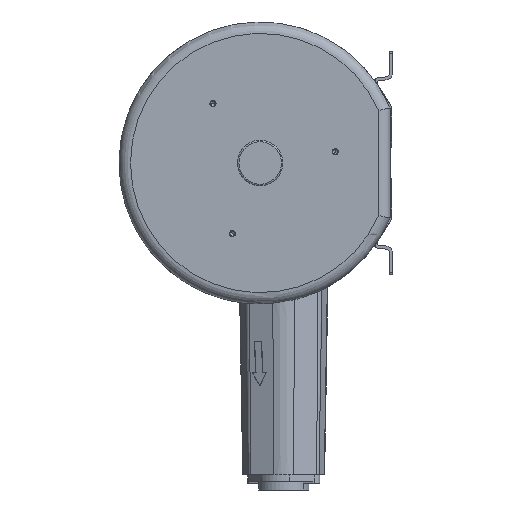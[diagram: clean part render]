
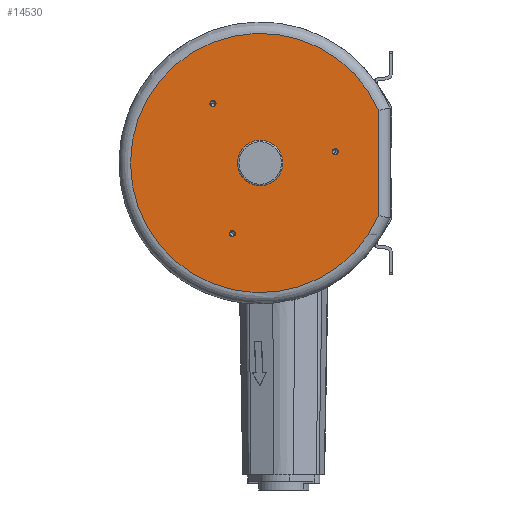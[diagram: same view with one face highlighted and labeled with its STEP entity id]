
A CAD part, left-side view. The second image highlights one B-rep face of the part: STEP entity #14530.
In plain terms, the highlighted planar face has unit normal (-1, 0, 0).
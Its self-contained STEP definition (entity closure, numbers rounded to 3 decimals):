
#486=CARTESIAN_POINT('',(-180.,-156.288,69.39));
#488=CARTESIAN_POINT('',(-180.,0.,0.));
#489=DIRECTION('',(-1.,0.,0.));
#490=DIRECTION('',(0.,-0.914,0.406));
#491=AXIS2_PLACEMENT_3D('',#488,#489,#490);
#540=CARTESIAN_POINT('',(-180.,0.,0.));
#541=DIRECTION('',(-1.,0.,0.));
#542=DIRECTION('',(0.,0.,1.));
#543=AXIS2_PLACEMENT_3D('',#540,#541,#542);
#545=CARTESIAN_POINT('',(-180.,0.,0.));
#546=DIRECTION('',(-1.,0.,0.));
#547=DIRECTION('',(0.,0.,-1.));
#548=AXIS2_PLACEMENT_3D('',#545,#546,#547);
#550=DIRECTION('',(0.,0.,1.));
#551=VECTOR('',#550,138.779);
#552=CARTESIAN_POINT('',(-180.,-156.288,-69.39));
#553=LINE('',#552,#551);
#554=CARTESIAN_POINT('',(-180.,62.251,78.261));
#555=DIRECTION('',(-1.,0.,0.));
#556=DIRECTION('',(0.,1.,0.));
#557=AXIS2_PLACEMENT_3D('',#554,#555,#556);
#559=CARTESIAN_POINT('',(-180.,62.251,78.261));
#560=DIRECTION('',(-1.,0.,0.));
#561=DIRECTION('',(0.,-1.,0.));
#562=AXIS2_PLACEMENT_3D('',#559,#560,#561);
#564=CARTESIAN_POINT('',(-180.,36.65,-93.042));
#565=DIRECTION('',(-1.,0.,0.));
#566=DIRECTION('',(0.,-0.5,-0.866));
#567=AXIS2_PLACEMENT_3D('',#564,#565,#566);
#569=CARTESIAN_POINT('',(-180.,36.65,-93.042));
#570=DIRECTION('',(-1.,0.,0.));
#571=DIRECTION('',(0.,0.5,0.866));
#572=AXIS2_PLACEMENT_3D('',#569,#570,#571);
#574=CARTESIAN_POINT('',(-180.,-98.902,14.781));
#575=DIRECTION('',(-1.,0.,0.));
#576=DIRECTION('',(0.,-0.5,0.866));
#577=AXIS2_PLACEMENT_3D('',#574,#575,#576);
#579=CARTESIAN_POINT('',(-180.,-98.902,14.781));
#580=DIRECTION('',(-1.,0.,0.));
#581=DIRECTION('',(0.,0.5,-0.866));
#582=AXIS2_PLACEMENT_3D('',#579,#580,#581);
#12346=CARTESIAN_POINT('',(-180.,0.,30.));
#12347=CARTESIAN_POINT('',(-180.,0.,-30.));
#12348=VERTEX_POINT('',#12346);
#12349=VERTEX_POINT('',#12347);
#12359=VERTEX_POINT('',#486);
#12422=CARTESIAN_POINT('',(-180.,-156.288,-69.39));
#12423=VERTEX_POINT('',#12422);
#12430=CARTESIAN_POINT('',(-180.,65.651,78.261));
#12431=CARTESIAN_POINT('',(-180.,58.851,78.261));
#12432=VERTEX_POINT('',#12430);
#12433=VERTEX_POINT('',#12431);
#12440=CARTESIAN_POINT('',(-180.,34.95,-95.986));
#12441=CARTESIAN_POINT('',(-180.,38.35,-90.097));
#12442=VERTEX_POINT('',#12440);
#12443=VERTEX_POINT('',#12441);
#12450=CARTESIAN_POINT('',(-180.,-100.602,17.725));
#12451=CARTESIAN_POINT('',(-180.,-97.202,11.836));
#12452=VERTEX_POINT('',#12450);
#12453=VERTEX_POINT('',#12451);
#14497=CARTESIAN_POINT('',(-180.,0.,0.));
#14498=DIRECTION('',(1.,0.,0.));
#14499=DIRECTION('',(0.,0.,-1.));
#14500=AXIS2_PLACEMENT_3D('',#14497,#14498,#14499);
#14501=PLANE('',#14500);
#14502=ORIENTED_EDGE('',*,*,#14470,.F.);
#14503=ORIENTED_EDGE('',*,*,#14480,.F.);
#14504=EDGE_LOOP('',(#14502,#14503));
#14505=FACE_OUTER_BOUND('',#14504,.F.);
#14507=ORIENTED_EDGE('',*,*,#14506,.T.);
#14509=ORIENTED_EDGE('',*,*,#14508,.T.);
#14510=EDGE_LOOP('',(#14507,#14509));
#14511=FACE_BOUND('',#14510,.F.);
#14513=ORIENTED_EDGE('',*,*,#14512,.T.);
#14515=ORIENTED_EDGE('',*,*,#14514,.T.);
#14516=EDGE_LOOP('',(#14513,#14515));
#14517=FACE_BOUND('',#14516,.F.);
#14519=ORIENTED_EDGE('',*,*,#14518,.T.);
#14521=ORIENTED_EDGE('',*,*,#14520,.T.);
#14522=EDGE_LOOP('',(#14519,#14521));
#14523=FACE_BOUND('',#14522,.F.);
#14525=ORIENTED_EDGE('',*,*,#14524,.T.);
#14527=ORIENTED_EDGE('',*,*,#14526,.T.);
#14528=EDGE_LOOP('',(#14525,#14527));
#14529=FACE_BOUND('',#14528,.F.);
#14530=ADVANCED_FACE('',(#14505,#14511,#14517,#14523,#14529),#14501,.F.);
#492=CIRCLE('',#491,171.);
#544=CIRCLE('',#543,30.);
#549=CIRCLE('',#548,30.);
#558=CIRCLE('',#557,3.4);
#563=CIRCLE('',#562,3.4);
#568=CIRCLE('',#567,3.4);
#573=CIRCLE('',#572,3.4);
#578=CIRCLE('',#577,3.4);
#583=CIRCLE('',#582,3.4);
#14470=EDGE_CURVE('',#12423,#12359,#553,.T.);
#14480=EDGE_CURVE('',#12359,#12423,#492,.T.);
#14506=EDGE_CURVE('',#12348,#12349,#544,.T.);
#14508=EDGE_CURVE('',#12349,#12348,#549,.T.);
#14512=EDGE_CURVE('',#12432,#12433,#558,.T.);
#14514=EDGE_CURVE('',#12433,#12432,#563,.T.);
#14518=EDGE_CURVE('',#12442,#12443,#568,.T.);
#14520=EDGE_CURVE('',#12443,#12442,#573,.T.);
#14524=EDGE_CURVE('',#12452,#12453,#578,.T.);
#14526=EDGE_CURVE('',#12453,#12452,#583,.T.);
